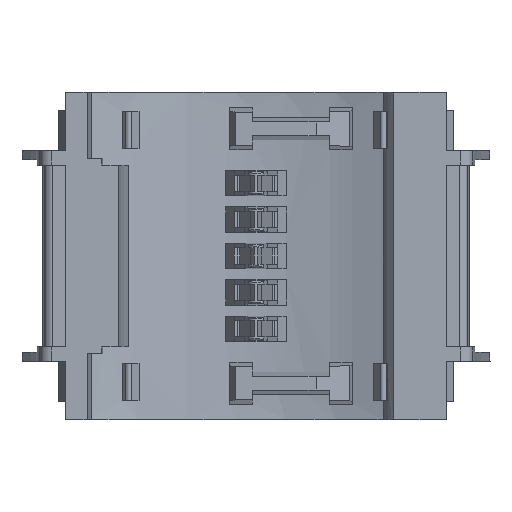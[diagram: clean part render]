
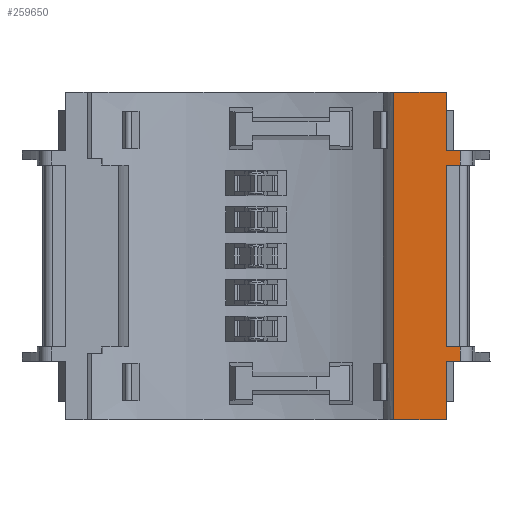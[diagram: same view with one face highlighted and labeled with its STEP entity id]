
A CAD part, front view. The second image highlights one B-rep face of the part: STEP entity #259650.
In plain terms, the highlighted planar face has unit normal (0, -1, 0).
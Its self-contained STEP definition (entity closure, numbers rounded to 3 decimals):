
#236910=CARTESIAN_POINT('',(22.979,38.9,
0.));
#236920=VERTEX_POINT('',#236910);
#237990=CARTESIAN_POINT('',(22.979,38.9,
73.35));
#238000=VERTEX_POINT('',#237990);
#238030=CARTESIAN_POINT('',(22.979,38.9,
32.6));
#238040=DIRECTION('',(0.,0.,-1.));
#238050=VECTOR('',#238040,1.);
#238060=LINE('',#238030,#238050);
#238070=EDGE_CURVE('',#238000,#236920,#238060,.T.);
#238700=CARTESIAN_POINT('',(34.838,38.9,
57.05));
#238710=VERTEX_POINT('',#238700);
#238800=CARTESIAN_POINT('',(34.838,38.9,
16.3));
#238810=VERTEX_POINT('',#238800);
#238840=CARTESIAN_POINT('',(34.838,38.9,
32.6));
#238850=DIRECTION('',(0.,0.,-1.));
#238860=VECTOR('',#238850,1.);
#238870=LINE('',#238840,#238860);
#238880=EDGE_CURVE('',#238710,#238810,#238870,.T.);
#258380=CARTESIAN_POINT('',(34.838,38.9,
32.6));
#258390=DIRECTION('',(0.,1.,0.));
#258400=DIRECTION('',(1.,0.,0.));
#258410=AXIS2_PLACEMENT_3D('',#258380,#258390,#258400);
#258420=PLANE('',#258410);
#258430=CARTESIAN_POINT('',(-49.479,38.9,
73.35));
#258440=DIRECTION('',(-1.,0.,0.));
#258450=VECTOR('',#258440,1.);
#258460=LINE('',#258430,#258450);
#258470=CARTESIAN_POINT('',(34.844,38.9,
73.35));
#258480=VERTEX_POINT('',#258470);
#258490=EDGE_CURVE('',#258480,#238000,#258460,.T.);
#258500=ORIENTED_EDGE('',*,*,#258490,.T.);
#258510=CARTESIAN_POINT('',(34.838,38.9,
32.6));
#258520=DIRECTION('',(0.,1.,0.));
#258530=DIRECTION('',(1.,0.,0.));
#258540=AXIS2_PLACEMENT_3D('',#258510,#258520,#258530);
#258550=PLANE('',#258540);
#258560=CARTESIAN_POINT('',(-288.154,40.019,
57.05));
#258570=DIRECTION('',(0.,0.,-1.));
#258580=DIRECTION('',(1.,0.,0.));
#258590=AXIS2_PLACEMENT_3D('',#258560,#258570,#258580);
#258600=CYLINDRICAL_SURFACE('',#258590,323.);
#258610=CARTESIAN_POINT('',(34.844,38.9,
60.275));
#258620=CARTESIAN_POINT('',(34.844,38.9,
61.365));
#258630=CARTESIAN_POINT('',(34.844,38.9,
62.454));
#258640=CARTESIAN_POINT('',(34.844,38.9,
63.544));
#258650=CARTESIAN_POINT('',(34.844,38.9,
64.633));
#258660=CARTESIAN_POINT('',(34.844,38.9,
65.723));
#258670=CARTESIAN_POINT('',(34.844,38.9,
66.813));
#258680=CARTESIAN_POINT('',(34.844,38.9,
67.902));
#258690=CARTESIAN_POINT('',(34.844,38.9,
68.992));
#258700=CARTESIAN_POINT('',(34.844,38.9,
70.081));
#258710=CARTESIAN_POINT('',(34.844,38.9,
71.171));
#258720=CARTESIAN_POINT('',(34.844,38.9,
72.261));
#258730=CARTESIAN_POINT('',(34.844,38.9,
73.35));
#258740=B_SPLINE_CURVE_WITH_KNOTS('',3,(#258610,#258620,#258630,#258640,
#258650,#258660,#258670,#258680,#258690,#258700,#258710,#258720,#258730)
,.UNSPECIFIED.,.F.,.F.,(4,3,3,3,4),(0.,3.269,6.538
,9.806,13.075),.UNSPECIFIED.);
#258750=SURFACE_CURVE('',#258740,(#258550,#258600),.CURVE_3D.);
#258760=CARTESIAN_POINT('',(34.844,38.9,
60.275));
#258770=VERTEX_POINT('',#258760);
#258780=EDGE_CURVE('',#258770,#258480,#258750,.T.);
#258790=ORIENTED_EDGE('',*,*,#258780,.T.);
#258800=CARTESIAN_POINT('',(-49.479,38.9,
60.275));
#258810=DIRECTION('',(1.,0.,0.));
#258820=VECTOR('',#258810,1.);
#258830=LINE('',#258800,#258820);
#258840=CARTESIAN_POINT('',(37.879,38.9,
60.275));
#258850=VERTEX_POINT('',#258840);
#258860=EDGE_CURVE('',#258770,#258850,#258830,.T.);
#258870=ORIENTED_EDGE('',*,*,#258860,.F.);
#258880=CARTESIAN_POINT('',(37.879,38.9,
60.275));
#258890=DIRECTION('',(0.,0.,-1.));
#258900=VECTOR('',#258890,1.);
#258910=LINE('',#258880,#258900);
#258920=CARTESIAN_POINT('',(37.879,38.9,
57.05));
#258930=VERTEX_POINT('',#258920);
#258940=EDGE_CURVE('',#258850,#258930,#258910,.T.);
#258950=ORIENTED_EDGE('',*,*,#258940,.F.);
#258960=CARTESIAN_POINT('',(-49.479,38.9,
57.05));
#258970=DIRECTION('',(1.,0.,0.));
#258980=VECTOR('',#258970,1.);
#258990=LINE('',#258960,#258980);
#259000=EDGE_CURVE('',#238710,#258930,#258990,.T.);
#259010=ORIENTED_EDGE('',*,*,#259000,.T.);
#259020=ORIENTED_EDGE('',*,*,#238880,.F.);
#259030=CARTESIAN_POINT('',(-49.479,38.9,
16.3));
#259040=DIRECTION('',(-1.,0.,0.));
#259050=VECTOR('',#259040,1.);
#259060=LINE('',#259030,#259050);
#259070=CARTESIAN_POINT('',(37.879,38.9,
16.3));
#259080=VERTEX_POINT('',#259070);
#259090=EDGE_CURVE('',#259080,#238810,#259060,.T.);
#259100=ORIENTED_EDGE('',*,*,#259090,.T.);
#259110=CARTESIAN_POINT('',(37.879,38.9,
13.075));
#259120=DIRECTION('',(0.,0.,1.));
#259130=VECTOR('',#259120,1.);
#259140=LINE('',#259110,#259130);
#259150=CARTESIAN_POINT('',(37.879,38.9,
13.075));
#259160=VERTEX_POINT('',#259150);
#259170=EDGE_CURVE('',#259160,#259080,#259140,.T.);
#259180=ORIENTED_EDGE('',*,*,#259170,.T.);
#259190=CARTESIAN_POINT('',(-49.479,38.9,
13.075));
#259200=DIRECTION('',(1.,0.,0.));
#259210=VECTOR('',#259200,1.);
#259220=LINE('',#259190,#259210);
#259230=CARTESIAN_POINT('',(34.844,38.9,
13.075));
#259240=VERTEX_POINT('',#259230);
#259250=EDGE_CURVE('',#259240,#259160,#259220,.T.);
#259260=ORIENTED_EDGE('',*,*,#259250,.T.);
#259270=CARTESIAN_POINT('',(34.838,38.9,
24.45));
#259280=DIRECTION('',(0.,1.,0.));
#259290=DIRECTION('',(1.,0.,0.));
#259300=AXIS2_PLACEMENT_3D('',#259270,#259280,#259290);
#259310=PLANE('',#259300);
#259320=CARTESIAN_POINT('',(-288.154,40.019,
16.3));
#259330=DIRECTION('',(0.,0.,1.));
#259340=DIRECTION('',(1.,0.,0.));
#259350=AXIS2_PLACEMENT_3D('',#259320,#259330,#259340);
#259360=CYLINDRICAL_SURFACE('',#259350,323.);
#259370=CARTESIAN_POINT('',(34.844,38.9,
13.075));
#259380=CARTESIAN_POINT('',(34.844,38.9,
11.985));
#259390=CARTESIAN_POINT('',(34.844,38.9,
10.896));
#259400=CARTESIAN_POINT('',(34.844,38.9,
9.806));
#259410=CARTESIAN_POINT('',(34.844,38.9,
8.717));
#259420=CARTESIAN_POINT('',(34.844,38.9,
7.627));
#259430=CARTESIAN_POINT('',(34.844,38.9,
6.538));
#259440=CARTESIAN_POINT('',(34.844,38.9,
5.448));
#259450=CARTESIAN_POINT('',(34.844,38.9,
4.358));
#259460=CARTESIAN_POINT('',(34.844,38.9,
3.269));
#259470=CARTESIAN_POINT('',(34.844,38.9,
2.179));
#259480=CARTESIAN_POINT('',(34.844,38.9,
1.09));
#259490=CARTESIAN_POINT('',(34.844,38.9,
0.));
#259500=B_SPLINE_CURVE_WITH_KNOTS('',3,(#259370,#259380,#259390,#259400,
#259410,#259420,#259430,#259440,#259450,#259460,#259470,#259480,#259490)
,.UNSPECIFIED.,.F.,.F.,(4,3,3,3,4),(0.,3.269,6.538
,9.806,13.075),.UNSPECIFIED.);
#259510=SURFACE_CURVE('',#259500,(#259310,#259360),.CURVE_3D.);
#259520=CARTESIAN_POINT('',(34.844,38.9,
0.));
#259530=VERTEX_POINT('',#259520);
#259540=EDGE_CURVE('',#259240,#259530,#259510,.T.);
#259550=ORIENTED_EDGE('',*,*,#259540,.F.);
#259560=CARTESIAN_POINT('',(-49.479,38.9,
0.));
#259570=DIRECTION('',(-1.,0.,0.));
#259580=VECTOR('',#259570,1.);
#259590=LINE('',#259560,#259580);
#259600=EDGE_CURVE('',#259530,#236920,#259590,.T.);
#259610=ORIENTED_EDGE('',*,*,#259600,.F.);
#259620=ORIENTED_EDGE('',*,*,#238070,.T.);
#259630=EDGE_LOOP('',(#259620,#259610,#259550,#259260,#259180,#259100,
#259020,#259010,#258950,#258870,#258790,#258500));
#259640=FACE_OUTER_BOUND('',#259630,.T.);
#259650=ADVANCED_FACE('',(#259640),#258420,.F.);
